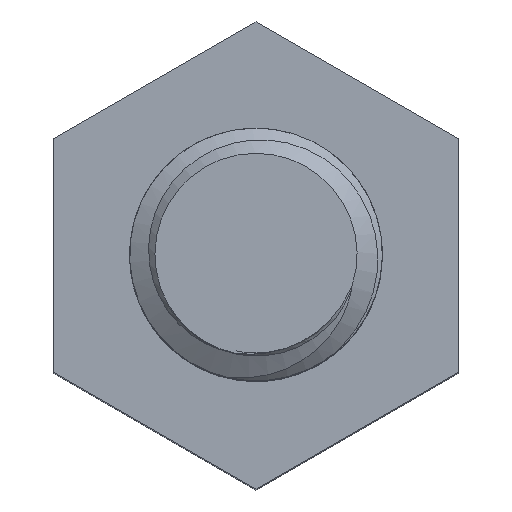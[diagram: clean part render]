
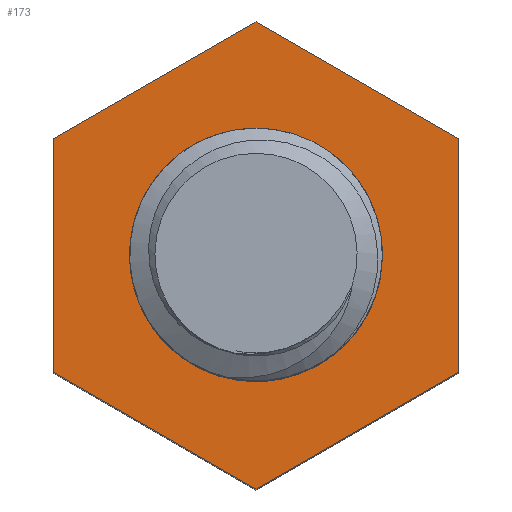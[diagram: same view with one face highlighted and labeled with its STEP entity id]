
A CAD part, top view. The second image highlights one B-rep face of the part: STEP entity #173.
In plain terms, the highlighted planar face has unit normal (0, 0, 1).
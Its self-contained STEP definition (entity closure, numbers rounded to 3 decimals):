
#173=ADVANCED_FACE('',(#6215,#6217),#6219,.T.);
#6215=FACE_BOUND('',#6216,.T.);
#6216=EDGE_LOOP('',(#14145,#14146,#14147,#14148,#14149,#14150));
#6217=FACE_BOUND('',#6218,.T.);
#6218=EDGE_LOOP('',(#14151));
#6219=PLANE('',#6220);
#6220=AXIS2_PLACEMENT_3D('',#6221,#6222,#6223);
#6221=CARTESIAN_POINT('',(0.,0.,6.));
#6222=DIRECTION('',(0.,0.,1.));
#6223=DIRECTION('',(-1.,0.,0.));
#14145=ORIENTED_EDGE('',*,*,#14309,.T.);
#14146=ORIENTED_EDGE('',*,*,#14307,.T.);
#14147=ORIENTED_EDGE('',*,*,#14305,.T.);
#14148=ORIENTED_EDGE('',*,*,#14303,.T.);
#14149=ORIENTED_EDGE('',*,*,#14301,.T.);
#14150=ORIENTED_EDGE('',*,*,#14299,.T.);
#14151=ORIENTED_EDGE('',*,*,#14310,.F.);
#14299=EDGE_CURVE('',#14426,#14424,#14427,.T.);
#14301=EDGE_CURVE('',#14429,#14426,#14430,.T.);
#14303=EDGE_CURVE('',#14432,#14429,#14433,.T.);
#14305=EDGE_CURVE('',#14435,#14432,#14436,.T.);
#14307=EDGE_CURVE('',#14438,#14435,#14439,.T.);
#14309=EDGE_CURVE('',#14424,#14438,#14441,.T.);
#14310=EDGE_CURVE('',#14442,#14442,#14443,.F.);
#14424=VERTEX_POINT('',#16784);
#14426=VERTEX_POINT('',#16788);
#14427=LINE('',#16789,#16790);
#14429=VERTEX_POINT('',#16795);
#14430=LINE('',#16796,#16797);
#14432=VERTEX_POINT('',#16802);
#14433=LINE('',#16803,#16804);
#14435=VERTEX_POINT('',#16809);
#14436=LINE('',#16810,#16811);
#14438=VERTEX_POINT('',#16816);
#14439=LINE('',#16817,#16818);
#14441=LINE('',#16823,#16824);
#14442=VERTEX_POINT('',#16826);
#14443=CIRCLE('',#16827,0.95);
#16784=CARTESIAN_POINT('',(0.,-2.309,6.));
#16788=CARTESIAN_POINT('',(-2.,-1.155,6.));
#16789=CARTESIAN_POINT('',(-2.,-1.155,6.));
#16790=VECTOR('',#16791,1.);
#16791=DIRECTION('',(0.866,-0.5,0.));
#16795=CARTESIAN_POINT('',(-2.,1.155,6.));
#16796=CARTESIAN_POINT('',(-2.,1.155,6.));
#16797=VECTOR('',#16798,1.);
#16798=DIRECTION('',(0.,-1.,0.));
#16802=CARTESIAN_POINT('',(0.,2.309,6.));
#16803=CARTESIAN_POINT('',(0.,2.309,6.));
#16804=VECTOR('',#16805,1.);
#16805=DIRECTION('',(-0.866,-0.5,0.));
#16809=CARTESIAN_POINT('',(2.,1.155,6.));
#16810=CARTESIAN_POINT('',(2.,1.155,6.));
#16811=VECTOR('',#16812,1.);
#16812=DIRECTION('',(-0.866,0.5,0.));
#16816=CARTESIAN_POINT('',(2.,-1.155,6.));
#16817=CARTESIAN_POINT('',(2.,-1.155,6.));
#16818=VECTOR('',#16819,1.);
#16819=DIRECTION('',(0.,1.,0.));
#16823=CARTESIAN_POINT('',(0.,-2.309,6.));
#16824=VECTOR('',#16825,1.);
#16825=DIRECTION('',(0.866,0.5,0.));
#16826=CARTESIAN_POINT('',(0.,0.95,6.));
#16827=AXIS2_PLACEMENT_3D('',#16828,#16829,#16830);
#16828=CARTESIAN_POINT('',(0.,0.,6.));
#16829=DIRECTION('',(-0.,-0.,-1.));
#16830=DIRECTION('',(0.,1.,0.));
